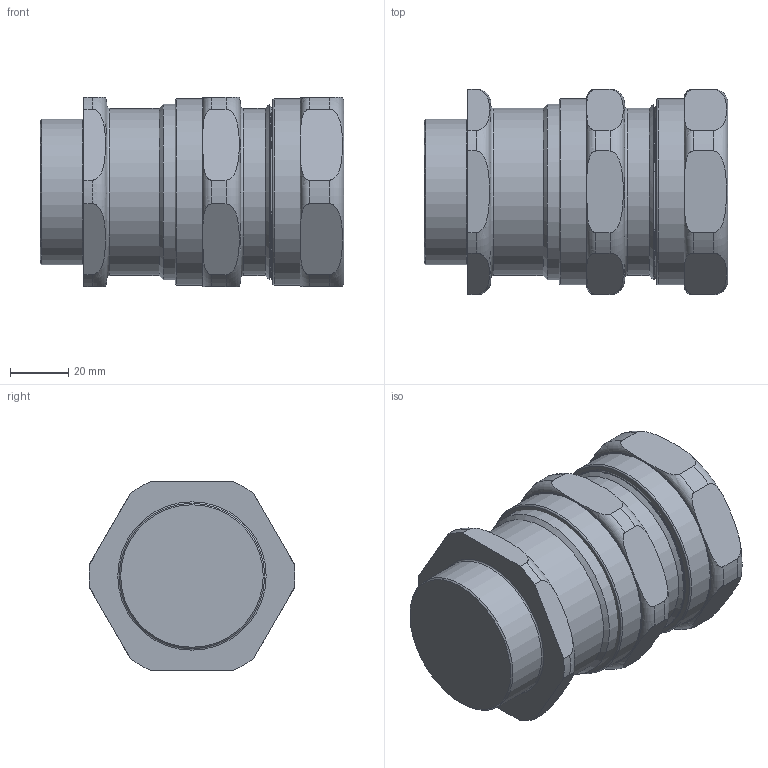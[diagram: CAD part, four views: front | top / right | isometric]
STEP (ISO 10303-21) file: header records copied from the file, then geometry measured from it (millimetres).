
FILE_DESCRIPTION(/* description */ (''),/* implementation_level */ '2;1');
FILE_NAME(/* name */ '501 423 D M50.stp',/* time_stamp */ '2020-10-07T18:56:46+05:00',/* author */ ('jgandhi'),/* organization */ (''),/* preprocessor_version */ 'ST-DEVELOPER v18',/* originating_system */ 'Autodesk Inventor 2020',/* authorisation */ '');
FILE_SCHEMA (('AUTOMOTIVE_DESIGN { 1 0 10303 214 3 1 1 }'));
Length unit declared in the file: millimetre
Products named in the file (1): 501 423 D M50
Bounding box: 104.47 x 70.77 x 65 mm (x, y, z)
Volume: 445296 mm3; surface area: 75252.2 mm2
Topology: 8 solids, 8 shells, 266 faces, 739 edges, 494 vertices
Faces by surface type: plane 108, torus 66, cylinder 51, cone 35, bspline 6
Full cylindrical faces by diameter (mm): 44.5 x2, 50 x1, 53.25 x2, 54.15 x4, 57.2 x2, 57.45 x2, 60.16 x5, 60.325 x1, 63.95 x2
Entity records: 13248 total; most frequent: CARTESIAN_POINT 6191, ORIENTED_EDGE 1478, DIRECTION 1417, EDGE_CURVE 739, AXIS2_PLACEMENT_3D 611, VERTEX_POINT 494, CIRCLE 350, EDGE_LOOP 275
